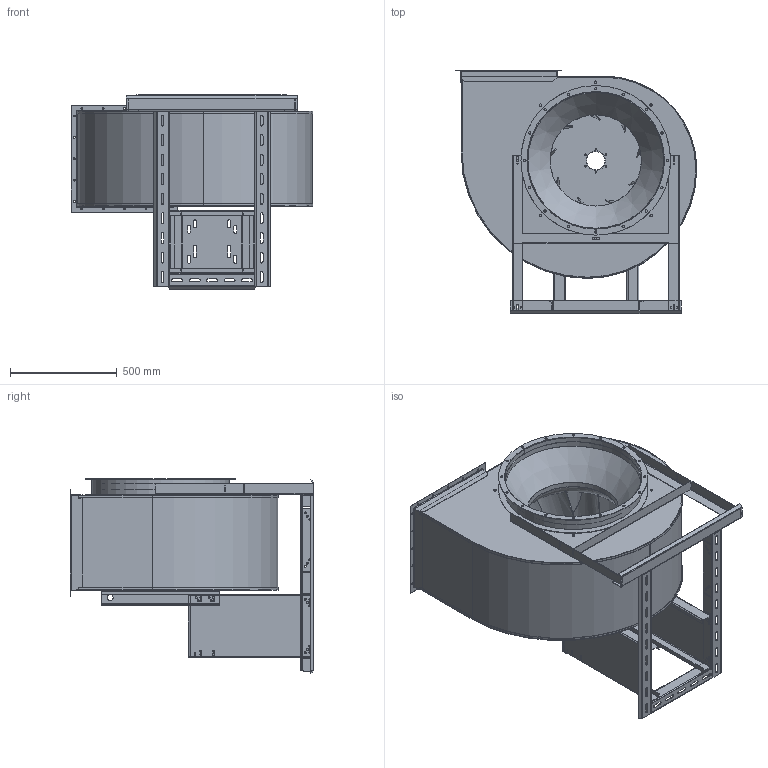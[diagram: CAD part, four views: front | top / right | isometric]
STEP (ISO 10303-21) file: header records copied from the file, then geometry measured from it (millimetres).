
FILE_DESCRIPTION(('STEP AP203'), '1');
FILE_NAME('BP 80-70-6.3', '', ('UNSPECIFIED'), ('UNSPECIFIED'), 'ASCON STEP Converter 1.3', 'ASCON Math Kernel', '');
FILE_SCHEMA(('CONFIG_CONTROL_DESIGN'));
Length unit declared in the file: millimetre
Bounding box: 1131.33 x 1139.41 x 912.14 mm (x, y, z)
Volume: 13187146 mm3; surface area: 11681285.1 mm2
Topology: 14 solids, 14 shells, 1336 faces, 3539 edges, 2200 vertices
Faces by surface type: plane 699, cylinder 408, bspline 225, cone 2, torus 2
Full cylindrical faces by diameter (mm): 7 x6, 8.5 x32, 9.3 x52, 11 x16, 11.3 x16, 28 x2, 85.05 x1, 91.3 x1, 427 x1, 430 x1, 440 x1, 444 x1, 630 x2, 635 x1, 638 x1, 644 x1, 645.75 x1, 700 x2
Entity records: 54525 total; most frequent: CARTESIAN_POINT 11519, ORIENTED_EDGE 6794, DIRECTION 5969, EDGE_CURVE 3397, VERTEX_POINT 2200, LINE 2145, VECTOR 2145, AXIS2_PLACEMENT_3D 1912
